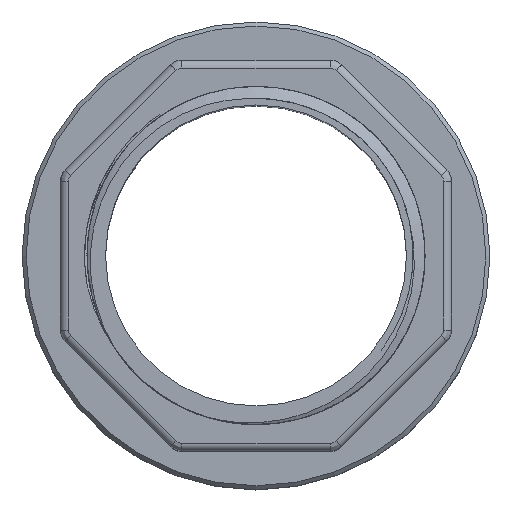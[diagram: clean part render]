
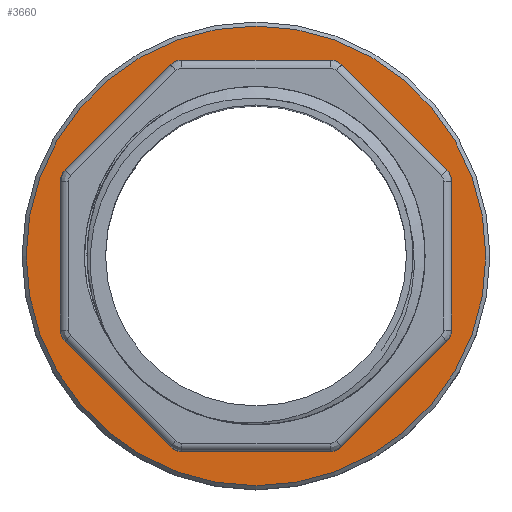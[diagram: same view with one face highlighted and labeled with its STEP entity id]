
A CAD part, top view. The second image highlights one B-rep face of the part: STEP entity #3660.
In plain terms, the highlighted planar face has unit normal (0, 0, 1).
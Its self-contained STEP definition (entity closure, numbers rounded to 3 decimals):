
#828=LINE('',#13871,#1386);
#832=LINE('',#14245,#1390);
#840=LINE('',#14407,#1398);
#844=LINE('',#14624,#1402);
#858=LINE('',#15182,#1416);
#862=LINE('',#15191,#1420);
#866=LINE('',#15200,#1424);
#870=LINE('',#15209,#1428);
#1386=VECTOR('',#11789,1.);
#1390=VECTOR('',#11795,1.);
#1398=VECTOR('',#11815,1.);
#1402=VECTOR('',#11821,1.);
#1416=VECTOR('',#11875,1.);
#1420=VECTOR('',#11881,1.);
#1424=VECTOR('',#11887,1.);
#1428=VECTOR('',#11893,1.);
#3308=PLANE('',#11264);
#3660=ADVANCED_FACE('',(#4373,#4374),#3308,.F.);
#4373=FACE_BOUND('',#4518,.T.);
#4374=FACE_BOUND('',#4519,.T.);
#4518=EDGE_LOOP('',(#5472));
#4519=EDGE_LOOP('',(#5473,#5474,#5475,#5476,#5477,#5478,#5479,#5480,#5481,
#5482,#5483,#5484,#5485,#5486,#5487,#5488));
#5472=ORIENTED_EDGE('',*,*,#9746,.T.);
#5473=ORIENTED_EDGE('',*,*,#9587,.F.);
#5474=ORIENTED_EDGE('',*,*,#9747,.T.);
#5475=ORIENTED_EDGE('',*,*,#9745,.F.);
#5476=ORIENTED_EDGE('',*,*,#9748,.T.);
#5477=ORIENTED_EDGE('',*,*,#9667,.F.);
#5478=ORIENTED_EDGE('',*,*,#9749,.T.);
#5479=ORIENTED_EDGE('',*,*,#9741,.F.);
#5480=ORIENTED_EDGE('',*,*,#9750,.T.);
#5481=ORIENTED_EDGE('',*,*,#9625,.F.);
#5482=ORIENTED_EDGE('',*,*,#9751,.T.);
#5483=ORIENTED_EDGE('',*,*,#9737,.F.);
#5484=ORIENTED_EDGE('',*,*,#9752,.T.);
#5485=ORIENTED_EDGE('',*,*,#9518,.F.);
#5486=ORIENTED_EDGE('',*,*,#9753,.T.);
#5487=ORIENTED_EDGE('',*,*,#9733,.F.);
#5488=ORIENTED_EDGE('',*,*,#9754,.T.);
#8445=VERTEX_POINT('',#13865);
#8448=VERTEX_POINT('',#13870);
#8514=VERTEX_POINT('',#14239);
#8517=VERTEX_POINT('',#14244);
#8552=VERTEX_POINT('',#14401);
#8555=VERTEX_POINT('',#14406);
#8594=VERTEX_POINT('',#14618);
#8597=VERTEX_POINT('',#14623);
#8658=VERTEX_POINT('',#15176);
#8661=VERTEX_POINT('',#15181);
#8662=VERTEX_POINT('',#15185);
#8665=VERTEX_POINT('',#15190);
#8666=VERTEX_POINT('',#15194);
#8669=VERTEX_POINT('',#15199);
#8670=VERTEX_POINT('',#15203);
#8673=VERTEX_POINT('',#15208);
#8674=VERTEX_POINT('',#15212);
#9518=EDGE_CURVE('',#8448,#8445,#828,.T.);
#9587=EDGE_CURVE('',#8517,#8514,#832,.T.);
#9625=EDGE_CURVE('',#8555,#8552,#840,.T.);
#9667=EDGE_CURVE('',#8597,#8594,#844,.T.);
#9733=EDGE_CURVE('',#8661,#8658,#858,.T.);
#9737=EDGE_CURVE('',#8665,#8662,#862,.T.);
#9741=EDGE_CURVE('',#8669,#8666,#866,.T.);
#9745=EDGE_CURVE('',#8673,#8670,#870,.T.);
#9746=EDGE_CURVE('',#8674,#8674,#11098,.T.);
#9747=EDGE_CURVE('',#8517,#8670,#11099,.T.);
#9748=EDGE_CURVE('',#8673,#8594,#11100,.T.);
#9749=EDGE_CURVE('',#8597,#8666,#11101,.T.);
#9750=EDGE_CURVE('',#8669,#8552,#11102,.T.);
#9751=EDGE_CURVE('',#8555,#8662,#11103,.T.);
#9752=EDGE_CURVE('',#8665,#8445,#11104,.T.);
#9753=EDGE_CURVE('',#8448,#8658,#11105,.T.);
#9754=EDGE_CURVE('',#8661,#8514,#11106,.T.);
#11098=CIRCLE('',#11255,28.5);
#11099=CIRCLE('',#11256,2.);
#11100=CIRCLE('',#11257,2.);
#11101=CIRCLE('',#11258,2.);
#11102=CIRCLE('',#11259,2.);
#11103=CIRCLE('',#11260,2.);
#11104=CIRCLE('',#11261,2.);
#11105=CIRCLE('',#11262,2.);
#11106=CIRCLE('',#11263,2.);
#11255=AXIS2_PLACEMENT_3D('',#15211,#11896,#11897);
#11256=AXIS2_PLACEMENT_3D('',#15213,#11898,#11899);
#11257=AXIS2_PLACEMENT_3D('',#15214,#11900,#11901);
#11258=AXIS2_PLACEMENT_3D('',#15215,#11902,#11903);
#11259=AXIS2_PLACEMENT_3D('',#15216,#11904,#11905);
#11260=AXIS2_PLACEMENT_3D('',#15217,#11906,#11907);
#11261=AXIS2_PLACEMENT_3D('',#15218,#11908,#11909);
#11262=AXIS2_PLACEMENT_3D('',#15219,#11910,#11911);
#11263=AXIS2_PLACEMENT_3D('',#15220,#11912,#11913);
#11264=AXIS2_PLACEMENT_3D('',#15221,#11914,#11915);
#11789=DIRECTION('',(0.,1.,0.));
#11795=DIRECTION('',(1.,0.,0.));
#11815=DIRECTION('',(-1.,0.,0.));
#11821=DIRECTION('',(0.,-1.,0.));
#11875=DIRECTION('',(0.707,0.707,0.));
#11881=DIRECTION('',(-0.707,0.707,0.));
#11887=DIRECTION('',(-0.707,-0.707,0.));
#11893=DIRECTION('',(0.707,-0.707,0.));
#11896=DIRECTION('',(0.,0.,1.));
#11897=DIRECTION('',(1.,0.,0.));
#11898=DIRECTION('',(0.,0.,-1.));
#11899=DIRECTION('',(-1.,0.,0.));
#11900=DIRECTION('',(0.,0.,-1.));
#11901=DIRECTION('',(-1.,0.,0.));
#11902=DIRECTION('',(0.,0.,-1.));
#11903=DIRECTION('',(-1.,0.,0.));
#11904=DIRECTION('',(0.,0.,-1.));
#11905=DIRECTION('',(-1.,0.,0.));
#11906=DIRECTION('',(0.,0.,-1.));
#11907=DIRECTION('',(-1.,0.,0.));
#11908=DIRECTION('',(0.,0.,-1.));
#11909=DIRECTION('',(-1.,0.,0.));
#11910=DIRECTION('',(0.,0.,-1.));
#11911=DIRECTION('',(-1.,0.,0.));
#11912=DIRECTION('',(0.,0.,-1.));
#11913=DIRECTION('',(-1.,0.,0.));
#11914=DIRECTION('',(0.,0.,-1.));
#11915=DIRECTION('',(1.,0.,0.));
#13865=CARTESIAN_POINT('',(24.25,-283.435,27.));
#13870=CARTESIAN_POINT('',(24.25,-301.868,27.));
#13871=CARTESIAN_POINT('',(24.25,-292.651,27.));
#14239=CARTESIAN_POINT('',(9.216,-316.901,27.));
#14244=CARTESIAN_POINT('',(-9.216,-316.901,27.));
#14245=CARTESIAN_POINT('',(0.,-316.901,27.));
#14401=CARTESIAN_POINT('',(-9.216,-268.401,27.));
#14406=CARTESIAN_POINT('',(9.216,-268.401,27.));
#14407=CARTESIAN_POINT('',(0.,-268.401,27.));
#14618=CARTESIAN_POINT('',(-24.25,-301.868,27.));
#14623=CARTESIAN_POINT('',(-24.25,-283.435,27.));
#14624=CARTESIAN_POINT('',(-24.25,-292.651,27.));
#15176=CARTESIAN_POINT('',(23.664,-303.282,27.));
#15181=CARTESIAN_POINT('',(10.63,-316.316,27.));
#15182=CARTESIAN_POINT('',(17.147,-309.799,27.));
#15185=CARTESIAN_POINT('',(10.63,-268.987,27.));
#15190=CARTESIAN_POINT('',(23.664,-282.021,27.));
#15191=CARTESIAN_POINT('',(17.147,-275.504,27.));
#15194=CARTESIAN_POINT('',(-23.664,-282.021,27.));
#15199=CARTESIAN_POINT('',(-10.63,-268.987,27.));
#15200=CARTESIAN_POINT('',(-17.147,-275.504,27.));
#15203=CARTESIAN_POINT('',(-10.63,-316.316,27.));
#15208=CARTESIAN_POINT('',(-23.664,-303.282,27.));
#15209=CARTESIAN_POINT('',(-17.147,-309.799,27.));
#15211=CARTESIAN_POINT('',(0.,-292.651,27.));
#15212=CARTESIAN_POINT('',(28.5,-292.651,27.));
#15213=CARTESIAN_POINT('',(-9.216,-314.901,27.));
#15214=CARTESIAN_POINT('',(-22.25,-301.868,27.));
#15215=CARTESIAN_POINT('',(-22.25,-283.435,27.));
#15216=CARTESIAN_POINT('',(-9.216,-270.401,27.));
#15217=CARTESIAN_POINT('',(9.216,-270.401,27.));
#15218=CARTESIAN_POINT('',(22.25,-283.435,27.));
#15219=CARTESIAN_POINT('',(22.25,-301.868,27.));
#15220=CARTESIAN_POINT('',(9.216,-314.901,27.));
#15221=CARTESIAN_POINT('',(0.,-292.651,27.));
